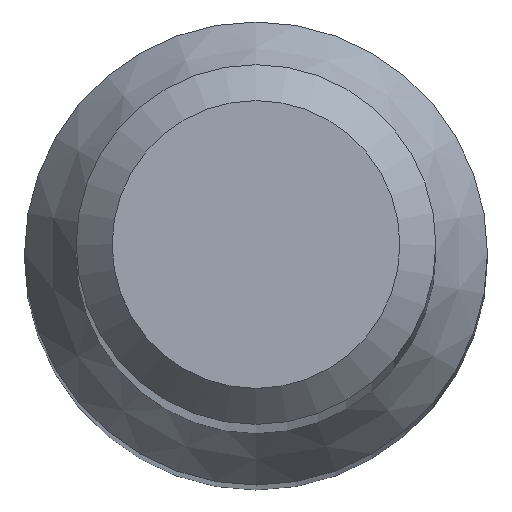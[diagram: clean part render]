
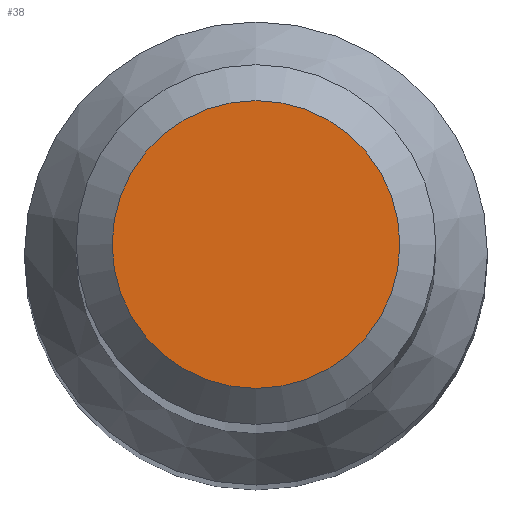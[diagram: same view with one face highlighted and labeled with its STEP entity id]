
A CAD part, top view. The second image highlights one B-rep face of the part: STEP entity #38.
In plain terms, the highlighted planar face has unit normal (0, 0, 1).
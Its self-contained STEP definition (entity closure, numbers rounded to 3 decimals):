
#25 = AXIS2_PLACEMENT_3D ( 'NONE', #33, #139, #164 ) ;
#33 = CARTESIAN_POINT ( 'NONE',  ( 0., 0., 56. ) ) ;
#38 = ADVANCED_FACE ( 'NONE', ( #57 ), #95, .F. ) ;
#57 = FACE_OUTER_BOUND ( 'NONE', #110, .T. ) ;
#71 = DIRECTION ( 'NONE',  ( 0., 1., 0. ) ) ;
#77 = VERTEX_POINT ( 'NONE', #222 ) ;
#95 = PLANE ( 'NONE',  #25 ) ;
#110 = EDGE_LOOP ( 'NONE', ( #116 ) ) ;
#116 = ORIENTED_EDGE ( 'NONE', *, *, #166, .F. ) ;
#139 = DIRECTION ( 'NONE',  ( 0., 0., -1. ) ) ;
#142 = CIRCLE ( 'NONE', #191, 1. ) ;
#164 = DIRECTION ( 'NONE',  ( 0., 1., 0. ) ) ;
#166 = EDGE_CURVE ( 'NONE', #77, #77, #142, .T. ) ;
#191 = AXIS2_PLACEMENT_3D ( 'NONE', #236, #216, #71 ) ;
#216 = DIRECTION ( 'NONE',  ( 0., 0., -1. ) ) ;
#222 = CARTESIAN_POINT ( 'NONE',  ( 0., 1., 56. ) ) ;
#236 = CARTESIAN_POINT ( 'NONE',  ( 0., 0., 56. ) ) ;
